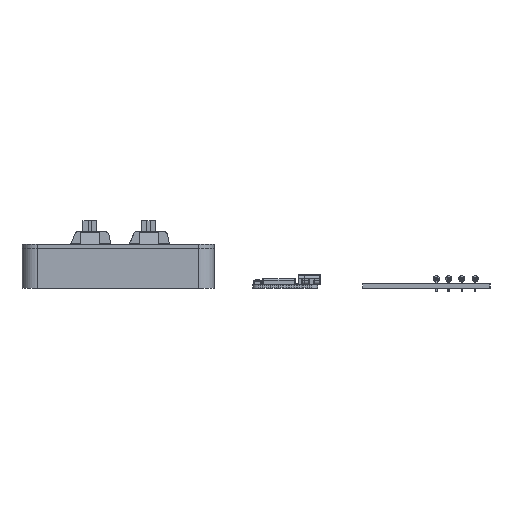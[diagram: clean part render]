
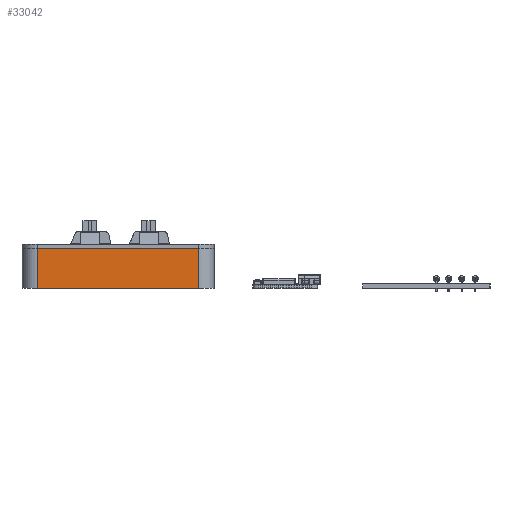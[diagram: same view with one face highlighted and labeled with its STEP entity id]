
A CAD part, left-side view. The second image highlights one B-rep face of the part: STEP entity #33042.
In plain terms, the highlighted planar face has unit normal (-1, 0, 0).
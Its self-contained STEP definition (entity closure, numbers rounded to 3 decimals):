
#4562=FACE_OUTER_BOUND('',#6614,.T.);
#6614=EDGE_LOOP('',(#30048,#30049,#30050,#30051));
#9921=LINE('',#57226,#13231);
#9929=LINE('',#57251,#13239);
#9930=LINE('',#57255,#13240);
#9931=LINE('',#57256,#13241);
#13231=VECTOR('',#43251,10.);
#13239=VECTOR('',#43271,10.);
#13240=VECTOR('',#43276,10.);
#13241=VECTOR('',#43277,10.);
#16273=VERTEX_POINT('',#57223);
#16274=VERTEX_POINT('',#57225);
#16285=VERTEX_POINT('',#57250);
#16286=VERTEX_POINT('',#57254);
#20867=EDGE_CURVE('',#16273,#16274,#9921,.T.);
#20880=EDGE_CURVE('',#16274,#16285,#9929,.T.);
#20882=EDGE_CURVE('',#16286,#16273,#9930,.T.);
#20883=EDGE_CURVE('',#16286,#16285,#9931,.T.);
#30048=ORIENTED_EDGE('',*,*,#20880,.F.);
#30049=ORIENTED_EDGE('',*,*,#20867,.F.);
#30050=ORIENTED_EDGE('',*,*,#20882,.F.);
#30051=ORIENTED_EDGE('',*,*,#20883,.T.);
#31261=PLANE('',#35526);
#33042=ADVANCED_FACE('',(#4562),#31261,.T.);
#35526=AXIS2_PLACEMENT_3D('',#57253,#43274,#43275);
#43251=DIRECTION('',(0.,-1.,0.));
#43271=DIRECTION('',(0.,0.,-1.));
#43274=DIRECTION('center_axis',(-1.,0.,0.));
#43275=DIRECTION('ref_axis',(0.,-1.,0.));
#43276=DIRECTION('',(0.,0.,1.));
#43277=DIRECTION('',(0.,-1.,0.));
#57223=CARTESIAN_POINT('',(-10.5,47.7,13.));
#57225=CARTESIAN_POINT('',(-10.5,-4.5,13.));
#57226=CARTESIAN_POINT('',(-10.5,52.7,13.));
#57250=CARTESIAN_POINT('',(-10.5,-4.5,0.));
#57251=CARTESIAN_POINT('',(-10.5,-4.5,0.));
#57253=CARTESIAN_POINT('Origin',(-10.5,52.7,0.));
#57254=CARTESIAN_POINT('',(-10.5,47.7,0.));
#57255=CARTESIAN_POINT('',(-10.5,47.7,0.));
#57256=CARTESIAN_POINT('',(-10.5,52.7,0.));
